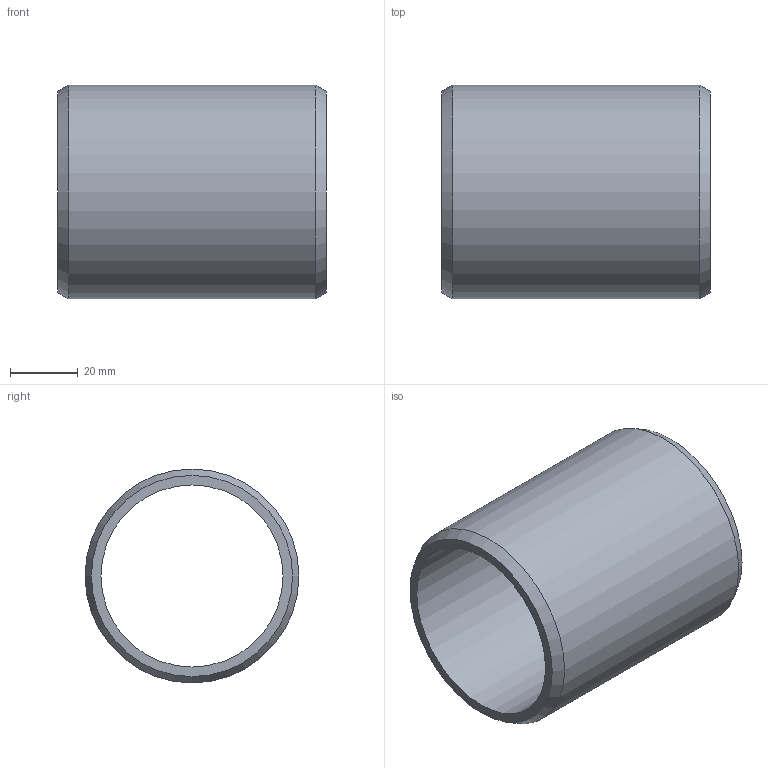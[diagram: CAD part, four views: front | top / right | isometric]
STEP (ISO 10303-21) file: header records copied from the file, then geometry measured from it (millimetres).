
FILE_DESCRIPTION(/* description */ ('PVC Male Coupling, Ø63, PN16'),/* implementation_level */ '2;1');
FILE_NAME(/* name */ 'NDV063',/* time_stamp */ '2022-05-11T16:01:55+02:00',/* author */ ('COAB Solutions'),/* organization */ ('GPA Flowsystem'),/* preprocessor_version */ 'ST-DEVELOPER v18.1',/* originating_system */ 'www.coabsolutions.com',/* authorisation */ '');
FILE_SCHEMA (('AUTOMOTIVE_DESIGN { 1 0 10303 214 3 1 1 }'));
Length unit declared in the file: millimetre
Products named in the file (1): NDV063
Bounding box: 79 x 63 x 63 mm (x, y, z)
Volume: 66817.9 mm3; surface area: 30093.1 mm2
Topology: 1 solids, 1 shells, 6 faces, 10 edges, 6 vertices
Faces by surface type: plane 2, cylinder 2, cone 2
Full cylindrical faces by diameter (mm): 53.6 x1, 63 x1
Entity records: 189 total; most frequent: DIRECTION 30, CARTESIAN_POINT 23, ORIENTED_EDGE 20, AXIS2_PLACEMENT_3D 13, EDGE_CURVE 10, EDGE_LOOP 8, FACE_OUTER_BOUND 6, CIRCLE 6
